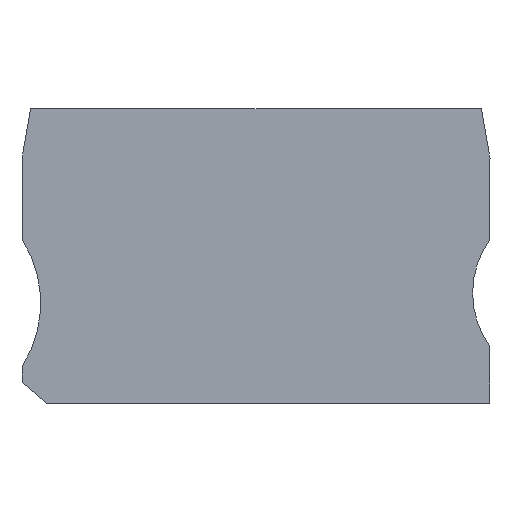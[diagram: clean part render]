
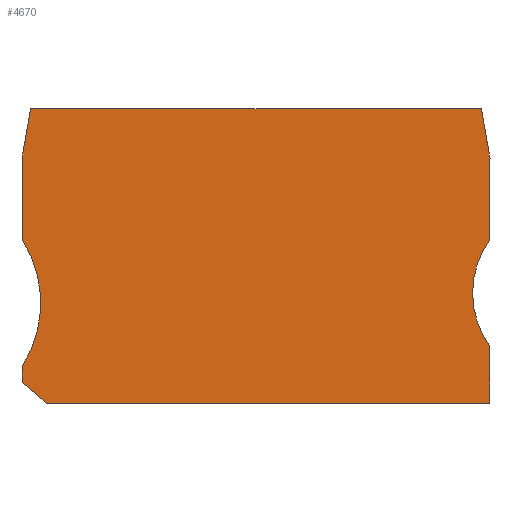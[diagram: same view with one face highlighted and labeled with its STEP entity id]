
A CAD part, left-side view. The second image highlights one B-rep face of the part: STEP entity #4670.
In plain terms, the highlighted face is planar.
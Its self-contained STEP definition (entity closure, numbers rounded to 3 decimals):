
#200=CARTESIAN_POINT('',(26.218,0.212,
10.));
#210=VERTEX_POINT('',#200);
#240=CARTESIAN_POINT('',(12.583,0.212,
10.));
#250=DIRECTION('',(-1.,0.,0.));
#260=VECTOR('',#250,1.);
#270=LINE('',#240,#260);
#280=CARTESIAN_POINT('',(-37.95,0.212,
10.));
#290=VERTEX_POINT('',#280);
#300=EDGE_CURVE('',#210,#290,#270,.T.);
#570=CARTESIAN_POINT('',(28.493,42.812,
10.));
#580=VERTEX_POINT('',#570);
#630=CARTESIAN_POINT('',(29.466,37.294,
10.));
#640=DIRECTION('',(0.174,-0.985,0.));
#650=VECTOR('',#640,1.);
#660=LINE('',#630,#650);
#670=CARTESIAN_POINT('',(29.75,35.686,
10.));
#680=VERTEX_POINT('',#670);
#690=EDGE_CURVE('',#580,#680,#660,.T.);
#1910=CARTESIAN_POINT('',(29.75,23.905,
10.));
#1920=VERTEX_POINT('',#1910);
#1950=CARTESIAN_POINT('',(44.05,14.712,
10.));
#1960=DIRECTION('',(0.,0.,1.));
#1970=DIRECTION('',(1.,0.,0.));
#1980=AXIS2_PLACEMENT_3D('',#1950,#1960,#1970);
#1990=CIRCLE('',#1980,17.);
#2000=CARTESIAN_POINT('',(29.75,5.519,
10.));
#2010=VERTEX_POINT('',#2000);
#2020=EDGE_CURVE('',#1920,#2010,#1990,.T.);
#2310=CARTESIAN_POINT('',(-37.95,8.412,
10.));
#2320=VERTEX_POINT('',#2310);
#2350=CARTESIAN_POINT('',(-48.635,16.162,
10.));
#2360=DIRECTION('',(0.,0.,1.));
#2370=DIRECTION('',(1.,0.,0.));
#2380=AXIS2_PLACEMENT_3D('',#2350,#2360,#2370);
#2390=CIRCLE('',#2380,13.2);
#2400=CARTESIAN_POINT('',(-37.95,23.912,
10.));
#2410=VERTEX_POINT('',#2400);
#2420=EDGE_CURVE('',#2320,#2410,#2390,.T.);
#2660=CARTESIAN_POINT('',(29.75,37.294,
10.));
#2670=DIRECTION('',(0.,-1.,0.));
#2680=VECTOR('',#2670,1.);
#2690=LINE('',#2660,#2680);
#2700=CARTESIAN_POINT('',(29.75,3.221,
10.));
#2710=VERTEX_POINT('',#2700);
#2720=EDGE_CURVE('',#2010,#2710,#2690,.T.);
#2960=CARTESIAN_POINT('',(12.583,-11.406,
10.));
#2970=DIRECTION('',(-0.761,-0.649,0.));
#2980=VECTOR('',#2970,1.);
#2990=LINE('',#2960,#2980);
#3000=EDGE_CURVE('',#2710,#210,#2990,.T.);
#3220=CARTESIAN_POINT('',(-37.95,37.294,
10.));
#3230=DIRECTION('',(0.,1.,0.));
#3240=VECTOR('',#3230,1.);
#3250=LINE('',#3220,#3240);
#3260=CARTESIAN_POINT('',(-37.95,35.686,
10.));
#3270=VERTEX_POINT('',#3260);
#3280=EDGE_CURVE('',#2410,#3270,#3250,.T.);
#3530=CARTESIAN_POINT('',(-37.666,37.294,
10.));
#3540=DIRECTION('',(0.174,0.985,0.));
#3550=VECTOR('',#3540,1.);
#3560=LINE('',#3530,#3550);
#3570=CARTESIAN_POINT('',(-36.693,42.812,
10.));
#3580=VERTEX_POINT('',#3570);
#3590=EDGE_CURVE('',#3270,#3580,#3560,.T.);
#3840=CARTESIAN_POINT('',(-37.95,37.294,
10.));
#3850=DIRECTION('',(0.,1.,0.));
#3860=VECTOR('',#3850,1.);
#3870=LINE('',#3840,#3860);
#3880=EDGE_CURVE('',#290,#2320,#3870,.T.);
#4070=CARTESIAN_POINT('',(29.75,37.294,
10.));
#4080=DIRECTION('',(0.,-1.,0.));
#4090=VECTOR('',#4080,1.);
#4100=LINE('',#4070,#4090);
#4110=EDGE_CURVE('',#680,#1920,#4100,.T.);
#4310=CARTESIAN_POINT('',(12.583,42.812,
10.));
#4320=DIRECTION('',(1.,0.,0.));
#4330=VECTOR('',#4320,1.);
#4340=LINE('',#4310,#4330);
#4350=EDGE_CURVE('',#3580,#580,#4340,.T.);
#4490=CARTESIAN_POINT('',(-1.425,28.87,
10.));
#4500=DIRECTION('',(0.,0.,-1.));
#4510=DIRECTION('',(-1.,0.,0.));
#4520=AXIS2_PLACEMENT_3D('',#4490,#4500,#4510);
#4530=PLANE('',#4520);
#4540=ORIENTED_EDGE('',*,*,#3590,.T.);
#4550=ORIENTED_EDGE('',*,*,#3280,.T.);
#4560=ORIENTED_EDGE('',*,*,#2420,.T.);
#4570=ORIENTED_EDGE('',*,*,#3880,.T.);
#4580=ORIENTED_EDGE('',*,*,#300,.T.);
#4590=ORIENTED_EDGE('',*,*,#3000,.T.);
#4600=ORIENTED_EDGE('',*,*,#2720,.T.);
#4610=ORIENTED_EDGE('',*,*,#2020,.T.);
#4620=ORIENTED_EDGE('',*,*,#4110,.T.);
#4630=ORIENTED_EDGE('',*,*,#690,.T.);
#4640=ORIENTED_EDGE('',*,*,#4350,.T.);
#4650=EDGE_LOOP('',(#4640,#4630,#4620,#4610,#4600,#4590,#4580,#4570,
#4560,#4550,#4540));
#4660=FACE_OUTER_BOUND('',#4650,.T.);
#4670=ADVANCED_FACE('',(#4660),#4530,.T.);
